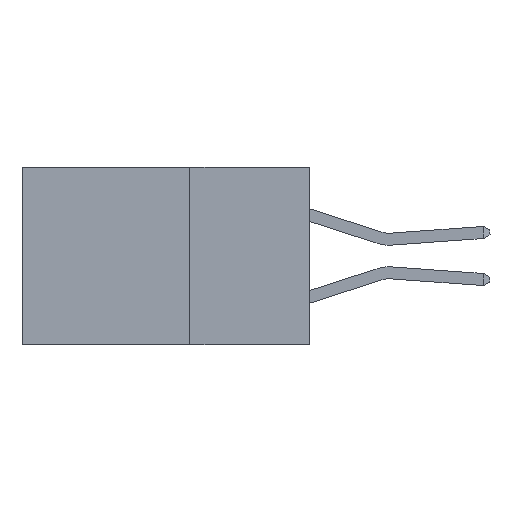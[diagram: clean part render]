
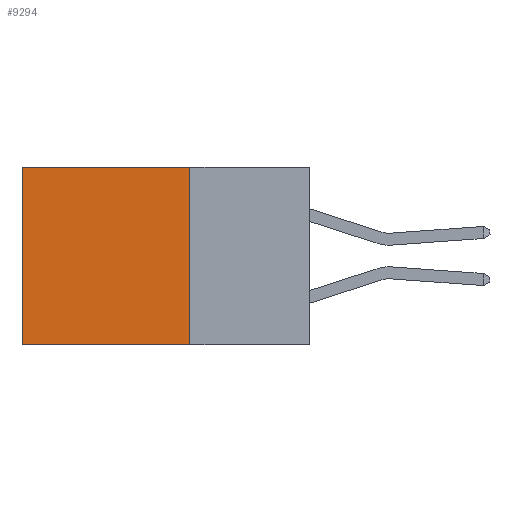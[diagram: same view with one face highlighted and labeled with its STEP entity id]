
A CAD part, left-side view. The second image highlights one B-rep face of the part: STEP entity #9294.
In plain terms, the highlighted planar face has unit normal (-1, 0, 0).
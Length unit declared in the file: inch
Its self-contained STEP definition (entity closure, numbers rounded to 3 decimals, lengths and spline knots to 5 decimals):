
#742 = CARTESIAN_POINT ( 'NONE',  ( 0.298, 0.6, 0. ) ) ;
#861 = CARTESIAN_POINT ( 'NONE',  ( 0.298, 0.25, -0.37 ) ) ;
#1654 = VECTOR ( 'NONE', #8810, 39.37008 ) ;
#1662 = VERTEX_POINT ( 'NONE', #3701 ) ;
#1954 = LINE ( 'NONE', #10710, #1654 ) ;
#2426 = ORIENTED_EDGE ( 'NONE', *, *, #6891, .T. ) ;
#2625 = CARTESIAN_POINT ( 'NONE',  ( 0.298, 0.6, -0.37 ) ) ;
#2649 = FACE_OUTER_BOUND ( 'NONE', #12034, .T. ) ;
#3661 = VERTEX_POINT ( 'NONE', #9765 ) ;
#3701 = CARTESIAN_POINT ( 'NONE',  ( 0.298, 0.25, 0. ) ) ;
#4013 = CARTESIAN_POINT ( 'NONE',  ( 0.298, 0.25, 0. ) ) ;
#4108 = DIRECTION ( 'NONE',  ( 0., 0., -1. ) ) ;
#4630 = EDGE_CURVE ( 'NONE', #1662, #7829, #8786, .T. ) ;
#4783 = VECTOR ( 'NONE', #7642, 39.37008 ) ;
#4974 = VECTOR ( 'NONE', #4108, 39.37008 ) ;
#4984 = DIRECTION ( 'NONE',  ( 1., 0., 0. ) ) ;
#5629 = EDGE_CURVE ( 'NONE', #1662, #3661, #12081, .T. ) ;
#6133 = DIRECTION ( 'NONE',  ( 0., 1., 0. ) ) ;
#6891 = EDGE_CURVE ( 'NONE', #7829, #10899, #1954, .T. ) ;
#7436 = ORIENTED_EDGE ( 'NONE', *, *, #9824, .F. ) ;
#7642 = DIRECTION ( 'NONE',  ( 0., 1., 0. ) ) ;
#7789 = ORIENTED_EDGE ( 'NONE', *, *, #5629, .F. ) ;
#7829 = VERTEX_POINT ( 'NONE', #742 ) ;
#8499 = VECTOR ( 'NONE', #6133, 39.37008 ) ;
#8676 = ORIENTED_EDGE ( 'NONE', *, *, #4630, .T. ) ;
#8786 = LINE ( 'NONE', #11982, #8499 ) ;
#8810 = DIRECTION ( 'NONE',  ( 0., 0., -1. ) ) ;
#8930 = CARTESIAN_POINT ( 'NONE',  ( 0.298, 0.25, 0. ) ) ;
#8935 = AXIS2_PLACEMENT_3D ( 'NONE', #4013, #4984, #11760 ) ;
#9294 = ADVANCED_FACE ( 'NONE', ( #2649 ), #9809, .F. ) ;
#9765 = CARTESIAN_POINT ( 'NONE',  ( 0.298, 0.25, -0.37 ) ) ;
#9809 = PLANE ( 'NONE',  #8935 ) ;
#9824 = EDGE_CURVE ( 'NONE', #3661, #10899, #12188, .T. ) ;
#10710 = CARTESIAN_POINT ( 'NONE',  ( 0.298, 0.6, 0. ) ) ;
#10899 = VERTEX_POINT ( 'NONE', #2625 ) ;
#11760 = DIRECTION ( 'NONE',  ( 0., 0., -1. ) ) ;
#11982 = CARTESIAN_POINT ( 'NONE',  ( 0.298, 0.25, 0. ) ) ;
#12034 = EDGE_LOOP ( 'NONE', ( #2426, #7436, #7789, #8676 ) ) ;
#12081 = LINE ( 'NONE', #8930, #4974 ) ;
#12188 = LINE ( 'NONE', #861, #4783 ) ;
